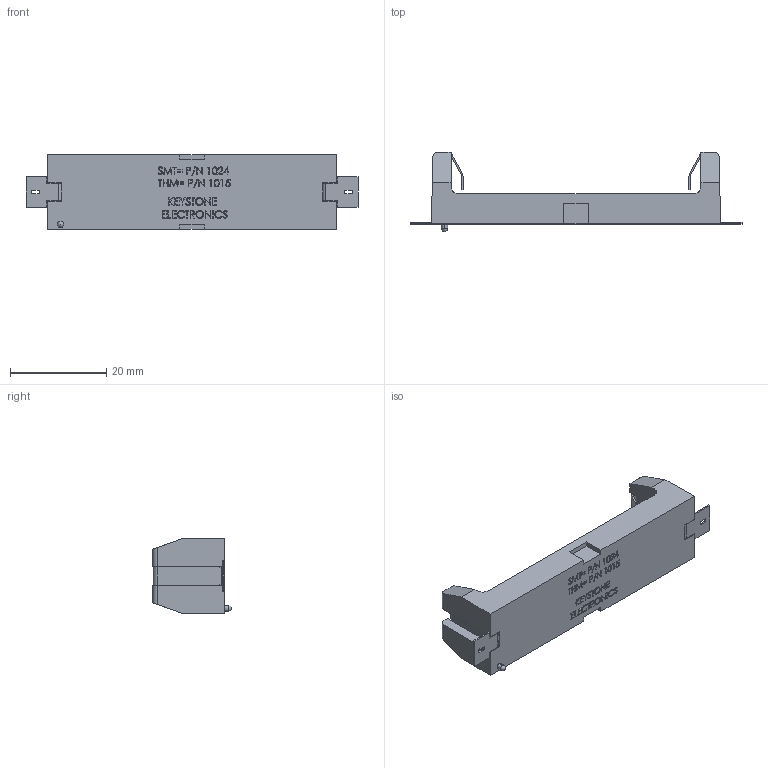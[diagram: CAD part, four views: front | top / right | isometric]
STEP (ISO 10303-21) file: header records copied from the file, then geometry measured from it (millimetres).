
FILE_DESCRIPTION (( 'STEP AP214' ), '1' );
FILE_NAME ('1024.STEP', '2013-03-27T15:58:32', ( 'Richard Maletta' ), ( '' ), 'SwSTEP 2.0', 'SolidWorks 2009', '' );
FILE_SCHEMA (( 'AUTOMOTIVE_DESIGN' ));
Length unit declared in the file: millimetre
Products named in the file (1): 1024
Bounding box: 68.86 x 16.43 x 15.54 mm (x, y, z)
Surface area: 4632 mm2 (no closed solid volume)
Topology: 0 solids, 3 shells, 555 faces, 1768 edges, 1186 vertices
Faces by surface type: plane 417, bspline 115, cylinder 22, sphere 1
Entity records: 32369 total; most frequent: CARTESIAN_POINT 11712, ORIENTED_EDGE 3108, DIRECTION 2423, EDGE_CURVE 1765, LINE 1461, VECTOR 1461, VERTEX_POINT 1184, EDGE_LOOP 615
